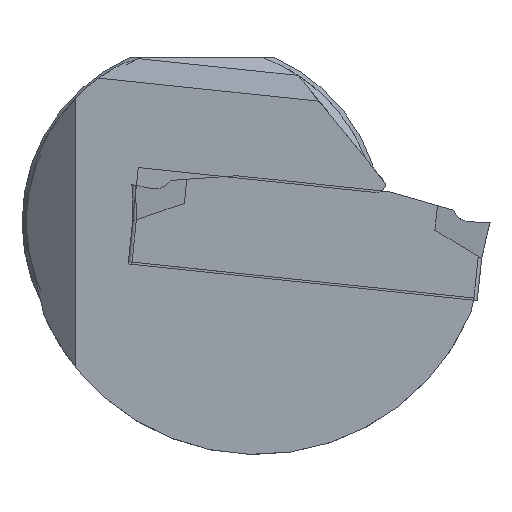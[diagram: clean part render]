
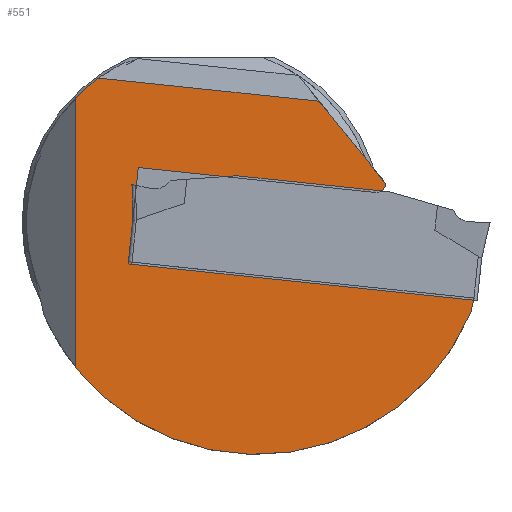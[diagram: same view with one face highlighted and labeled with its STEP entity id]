
A CAD part, left-side view. The second image highlights one B-rep face of the part: STEP entity #551.
In plain terms, the highlighted planar face has unit normal (-1, 0, 0).
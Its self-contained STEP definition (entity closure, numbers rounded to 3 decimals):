
#505=CIRCLE('',#1578,0.5);
#506=CIRCLE('',#1579,9.85);
#507=CIRCLE('',#1580,12.9);
#551=ADVANCED_FACE('',(#646),#599,.T.);
#599=PLANE('',#1581);
#646=FACE_OUTER_BOUND('',#703,.T.);
#703=EDGE_LOOP('',(#929,#930,#931,#932,#933,#934,#935,#936,#937,#938));
#929=ORIENTED_EDGE('',*,*,#1266,.F.);
#930=ORIENTED_EDGE('',*,*,#1267,.F.);
#931=ORIENTED_EDGE('',*,*,#1268,.F.);
#932=ORIENTED_EDGE('',*,*,#1269,.F.);
#933=ORIENTED_EDGE('',*,*,#1270,.F.);
#934=ORIENTED_EDGE('',*,*,#1271,.T.);
#935=ORIENTED_EDGE('',*,*,#1272,.F.);
#936=ORIENTED_EDGE('',*,*,#1273,.T.);
#937=ORIENTED_EDGE('',*,*,#1274,.F.);
#938=ORIENTED_EDGE('',*,*,#1275,.F.);
#1133=VERTEX_POINT('',#2177);
#1134=VERTEX_POINT('',#2178);
#1135=VERTEX_POINT('',#2180);
#1136=VERTEX_POINT('',#2182);
#1137=VERTEX_POINT('',#2184);
#1138=VERTEX_POINT('',#2186);
#1139=VERTEX_POINT('',#2188);
#1140=VERTEX_POINT('',#2190);
#1141=VERTEX_POINT('',#2192);
#1142=VERTEX_POINT('',#2194);
#1266=EDGE_CURVE('',#1133,#1134,#1398,.T.);
#1267=EDGE_CURVE('',#1135,#1133,#1399,.T.);
#1268=EDGE_CURVE('',#1136,#1135,#1400,.T.);
#1269=EDGE_CURVE('',#1137,#1136,#505,.T.);
#1270=EDGE_CURVE('',#1138,#1137,#1401,.T.);
#1271=EDGE_CURVE('',#1138,#1139,#1402,.T.);
#1272=EDGE_CURVE('',#1140,#1139,#506,.T.);
#1273=EDGE_CURVE('',#1140,#1141,#1403,.T.);
#1274=EDGE_CURVE('',#1142,#1141,#507,.T.);
#1275=EDGE_CURVE('',#1134,#1142,#1404,.T.);
#1398=LINE('',#2176,#1492);
#1399=LINE('',#2179,#1493);
#1400=LINE('',#2181,#1494);
#1401=LINE('',#2185,#1495);
#1402=LINE('',#2187,#1496);
#1403=LINE('',#2191,#1497);
#1404=LINE('',#2195,#1498);
#1492=VECTOR('',#1800,1.);
#1493=VECTOR('',#1801,1.);
#1494=VECTOR('',#1802,1.);
#1495=VECTOR('',#1805,1.);
#1496=VECTOR('',#1806,1.);
#1497=VECTOR('',#1809,1.);
#1498=VECTOR('',#1812,1.);
#1578=AXIS2_PLACEMENT_3D('',#2183,#1803,#1804);
#1579=AXIS2_PLACEMENT_3D('',#2189,#1807,#1808);
#1580=AXIS2_PLACEMENT_3D('',#2193,#1810,#1811);
#1581=AXIS2_PLACEMENT_3D('',#2196,#1813,#1814);
#1800=DIRECTION('',(0.,-0.995,-0.105));
#1801=DIRECTION('',(0.,0.105,-0.995));
#1802=DIRECTION('',(0.,0.995,0.105));
#1803=DIRECTION('',(1.,0.,0.));
#1804=DIRECTION('',(0.,-1.,0.));
#1805=DIRECTION('',(0.,-0.629,-0.777));
#1806=DIRECTION('',(0.,0.995,0.105));
#1807=DIRECTION('',(1.,0.,0.));
#1808=DIRECTION('',(0.,0.,1.));
#1809=DIRECTION('',(0.,0.,-1.));
#1810=DIRECTION('',(1.,0.,0.));
#1811=DIRECTION('',(0.,0.,1.));
#1812=DIRECTION('',(0.,0.225,-0.974));
#1813=DIRECTION('',(-1.,0.,0.));
#1814=DIRECTION('',(0.,0.,1.));
#2176=CARTESIAN_POINT('',(0.2,-15.524,-4.254));
#2177=CARTESIAN_POINT('',(0.2,4.089,-2.192));
#2178=CARTESIAN_POINT('',(0.2,-15.12,-4.211));
#2179=CARTESIAN_POINT('',(0.2,3.973,-1.091));
#2180=CARTESIAN_POINT('',(0.2,3.539,3.039));
#2181=CARTESIAN_POINT('',(0.2,-0.915,2.571));
#2182=CARTESIAN_POINT('',(0.2,-9.642,1.654));
#2183=CARTESIAN_POINT('',(0.2,-9.695,2.151));
#2184=CARTESIAN_POINT('',(0.2,-10.194,2.169));
#2185=CARTESIAN_POINT('',(0.2,-7.218,5.845));
#2186=CARTESIAN_POINT('',(0.2,-6.506,6.724));
#2187=CARTESIAN_POINT('',(0.2,-0.77,7.326));
#2188=CARTESIAN_POINT('',(0.2,5.733,8.01));
#2189=CARTESIAN_POINT('',(0.2,0.,0.));
#2190=CARTESIAN_POINT('',(0.2,7.,6.93));
#2191=CARTESIAN_POINT('',(0.2,7.,290.835));
#2192=CARTESIAN_POINT('',(0.2,7.,-8.087));
#2193=CARTESIAN_POINT('',(0.2,-3.05,0.));
#2194=CARTESIAN_POINT('',(0.2,-14.933,-5.021));
#2195=CARTESIAN_POINT('',(0.2,-15.278,-3.527));
#2196=CARTESIAN_POINT('',(0.2,0.,0.));
